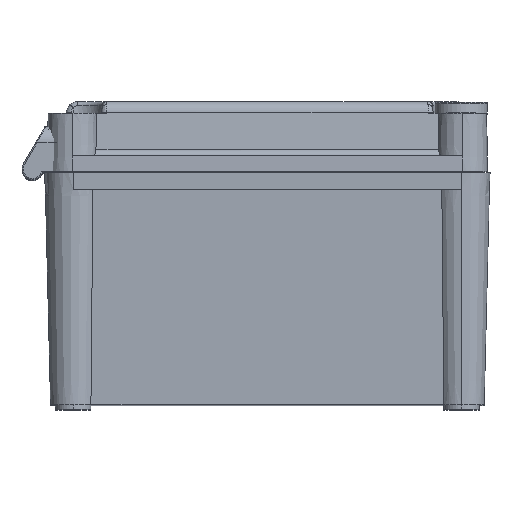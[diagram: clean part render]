
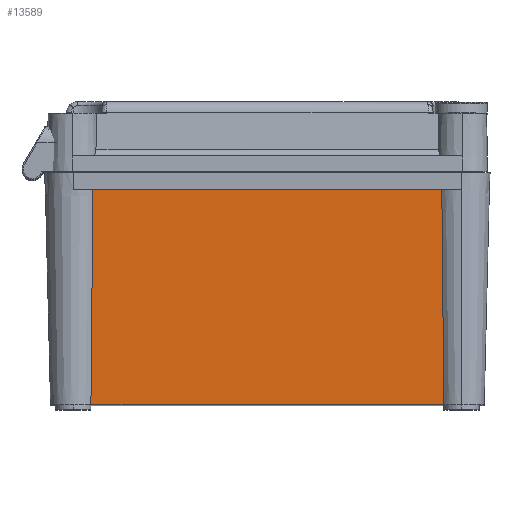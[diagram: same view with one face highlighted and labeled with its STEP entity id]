
A CAD part, top view. The second image highlights one B-rep face of the part: STEP entity #13589.
In plain terms, the highlighted planar face has unit normal (0, -0.026, 1).
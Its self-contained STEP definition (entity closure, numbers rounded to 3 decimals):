
#110 = CARTESIAN_POINT ( 'NONE',  ( -74.203, 28.641, 133.75 ) ) ;
#170 = VERTEX_POINT ( 'NONE', #23114 ) ;
#620 = VECTOR ( 'NONE', #12847, 1000. ) ;
#1481 = EDGE_CURVE ( 'NONE', #170, #28280, #22793, .T. ) ;
#1782 = VECTOR ( 'NONE', #27401, 1000. ) ;
#1930 = CARTESIAN_POINT ( 'NONE',  ( -73.922, 58.937, 134.543 ) ) ;
#2205 = CARTESIAN_POINT ( 'NONE',  ( -81., 90.8, 135.378 ) ) ;
#2301 = CARTESIAN_POINT ( 'NONE',  ( -73.656, 90.8, 135.378 ) ) ;
#3667 = DIRECTION ( 'NONE',  ( 0., -0.026, 1. ) ) ;
#5561 = CARTESIAN_POINT ( 'NONE',  ( -74.5, 0., 133. ) ) ;
#5573 = CARTESIAN_POINT ( 'NONE',  ( 73.656, 90.8, 135.378 ) ) ;
#7046 = EDGE_LOOP ( 'NONE', ( #9675, #9050, #9176, #16666 ) ) ;
#9050 = ORIENTED_EDGE ( 'NONE', *, *, #16428, .F. ) ;
#9176 = ORIENTED_EDGE ( 'NONE', *, *, #20714, .T. ) ;
#9447 =( BOUNDED_CURVE ( )  B_SPLINE_CURVE ( 3, ( #28230, #110, #1930, #2301 ),
 .UNSPECIFIED., .F., .F. ) 
 B_SPLINE_CURVE_WITH_KNOTS ( ( 4, 4 ),
 ( 3.879, 3.987 ),
 .UNSPECIFIED. ) 
 CURVE ( )  GEOMETRIC_REPRESENTATION_ITEM ( )  RATIONAL_B_SPLINE_CURVE ( ( 1., 0.999, 0.999, 1. ) ) 
 REPRESENTATION_ITEM ( '' )  );
#9539 = CARTESIAN_POINT ( 'NONE',  ( -81., 0., 133. ) ) ;
#9675 = ORIENTED_EDGE ( 'NONE', *, *, #12278, .F. ) ;
#10023 = LINE ( 'NONE', #2205, #620 ) ;
#10050 = CARTESIAN_POINT ( 'NONE',  ( 74.203, 28.641, 133.75 ) ) ;
#12077 = PLANE ( 'NONE',  #13096 ) ;
#12196 = CARTESIAN_POINT ( 'NONE',  ( 74.5, 0., 133. ) ) ;
#12278 = EDGE_CURVE ( 'NONE', #20722, #170, #10023, .T. ) ;
#12847 = DIRECTION ( 'NONE',  ( 1., 0., 0. ) ) ;
#12862 = DIRECTION ( 'NONE',  ( 0., -1., -0.026 ) ) ;
#13096 = AXIS2_PLACEMENT_3D ( 'NONE', #14313, #3667, #12862 ) ;
#13283 = CARTESIAN_POINT ( 'NONE',  ( 74.5, 0., 133. ) ) ;
#13589 = ADVANCED_FACE ( 'NONE', ( #25531 ), #12077, .T. ) ;
#14245 = CARTESIAN_POINT ( 'NONE',  ( 73.922, 58.937, 134.543 ) ) ;
#14313 = CARTESIAN_POINT ( 'NONE',  ( -81., 0., 133. ) ) ;
#16428 = EDGE_CURVE ( 'NONE', #25642, #20722, #9447, .T. ) ;
#16666 = ORIENTED_EDGE ( 'NONE', *, *, #1481, .F. ) ;
#18376 = CARTESIAN_POINT ( 'NONE',  ( -73.656, 90.8, 135.378 ) ) ;
#20714 = EDGE_CURVE ( 'NONE', #25642, #28280, #20788, .T. ) ;
#20722 = VERTEX_POINT ( 'NONE', #18376 ) ;
#20788 = LINE ( 'NONE', #9539, #1782 ) ;
#22793 =( BOUNDED_CURVE ( )  B_SPLINE_CURVE ( 3, ( #5573, #14245, #10050, #12196 ),
 .UNSPECIFIED., .F., .F. ) 
 B_SPLINE_CURVE_WITH_KNOTS ( ( 4, 4 ),
 ( 2.296, 2.404 ),
 .UNSPECIFIED. ) 
 CURVE ( )  GEOMETRIC_REPRESENTATION_ITEM ( )  RATIONAL_B_SPLINE_CURVE ( ( 1., 0.999, 0.999, 1. ) ) 
 REPRESENTATION_ITEM ( '' )  );
#23114 = CARTESIAN_POINT ( 'NONE',  ( 73.656, 90.8, 135.378 ) ) ;
#25531 = FACE_OUTER_BOUND ( 'NONE', #7046, .T. ) ;
#25642 = VERTEX_POINT ( 'NONE', #5561 ) ;
#27401 = DIRECTION ( 'NONE',  ( 1., 0., 0. ) ) ;
#28230 = CARTESIAN_POINT ( 'NONE',  ( -74.5, 0., 133. ) ) ;
#28280 = VERTEX_POINT ( 'NONE', #13283 ) ;
